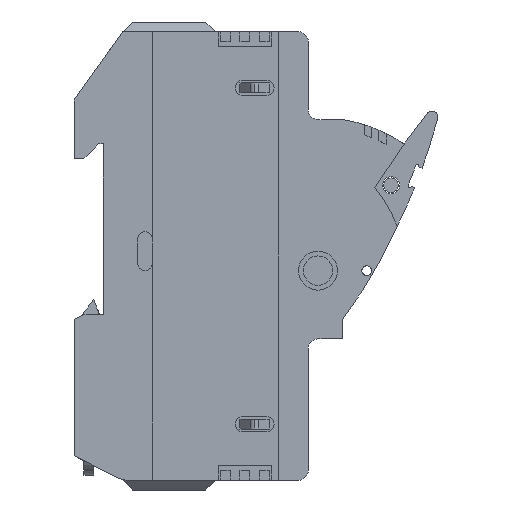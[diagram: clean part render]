
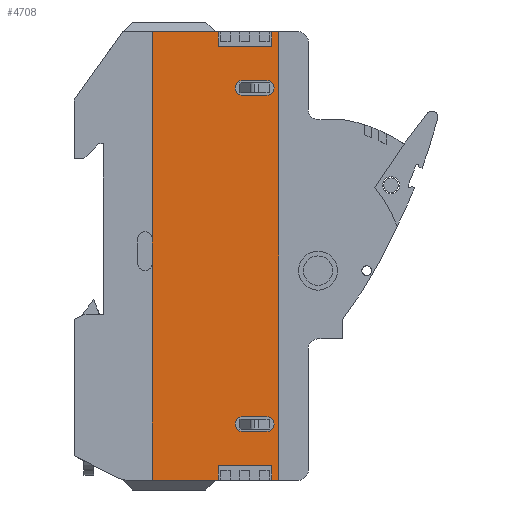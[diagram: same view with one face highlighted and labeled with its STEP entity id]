
A CAD part, left-side view. The second image highlights one B-rep face of the part: STEP entity #4708.
In plain terms, the highlighted planar face has unit normal (-1, 0, 0).
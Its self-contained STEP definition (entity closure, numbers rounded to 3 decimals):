
#674=CARTESIAN_POINT('',(0.5,39.5,2.));
#675=VERTEX_POINT('',#674);
#682=CARTESIAN_POINT('',(0.5,53.,2.));
#683=VERTEX_POINT('',#682);
#684=CARTESIAN_POINT('',(0.5,39.5,2.));
#685=DIRECTION('',(0.0,1.0,0.0));
#686=VECTOR('',#685,13.5);
#687=LINE('',#684,#686);
#688=EDGE_CURVE('',#675,#683,#687,.T.);
#754=CARTESIAN_POINT('',(0.5,27.0,2.));
#755=VERTEX_POINT('',#754);
#762=CARTESIAN_POINT('',(0.5,28.5,2.));
#763=VERTEX_POINT('',#762);
#764=CARTESIAN_POINT('',(0.5,27.0,2.));
#765=DIRECTION('',(0.0,1.0,0.0));
#766=VECTOR('',#765,1.5);
#767=LINE('',#764,#766);
#768=EDGE_CURVE('',#755,#763,#767,.T.);
#809=CARTESIAN_POINT('',(0.5,39.5,5.));
#810=VERTEX_POINT('',#809);
#817=CARTESIAN_POINT('',(0.5,39.5,2.));
#818=DIRECTION('',(0.0,0.0,1.0));
#819=VECTOR('',#818,3.);
#820=LINE('',#817,#819);
#821=EDGE_CURVE('',#675,#810,#820,.T.);
#3130=CARTESIAN_POINT('',(0.5,34.5,15.));
#3131=VERTEX_POINT('',#3130);
#3132=CARTESIAN_POINT('',(0.5,29.5,15.));
#3133=VERTEX_POINT('',#3132);
#3134=CARTESIAN_POINT('',(0.5,34.5,15.));
#3135=DIRECTION('',(0.0,-1.0,0.0));
#3136=VECTOR('',#3135,5.);
#3137=LINE('',#3134,#3136);
#3138=EDGE_CURVE('',#3131,#3133,#3137,.T.);
#3170=CARTESIAN_POINT('',(0.5,29.5,12.));
#3171=VERTEX_POINT('',#3170);
#3172=CARTESIAN_POINT('',(0.5,34.5,12.));
#3173=VERTEX_POINT('',#3172);
#3174=CARTESIAN_POINT('',(0.5,29.5,12.));
#3175=DIRECTION('',(0.0,1.0,0.0));
#3176=VECTOR('',#3175,5.);
#3177=LINE('',#3174,#3176);
#3178=EDGE_CURVE('',#3171,#3173,#3177,.T.);
#3219=CARTESIAN_POINT('',(0.5,29.5,13.5));
#3220=DIRECTION('',(1.0,0.0,0.0));
#3221=DIRECTION('',(0.0,0.0,1.0));
#3222=AXIS2_PLACEMENT_3D('',#3219,#3220,#3221);
#3223=CIRCLE('',#3222,1.5);
#3224=EDGE_CURVE('',#3133,#3171,#3223,.T.);
#3243=CARTESIAN_POINT('',(0.5,34.5,13.5));
#3244=DIRECTION('',(1.0,0.0,0.0));
#3245=DIRECTION('',(0.0,0.0,1.0));
#3246=AXIS2_PLACEMENT_3D('',#3243,#3244,#3245);
#3247=CIRCLE('',#3246,1.5);
#3248=EDGE_CURVE('',#3173,#3131,#3247,.T.);
#3258=CARTESIAN_POINT('',(0.5,34.5,84.));
#3259=VERTEX_POINT('',#3258);
#3260=CARTESIAN_POINT('',(0.5,29.5,84.));
#3261=VERTEX_POINT('',#3260);
#3262=CARTESIAN_POINT('',(0.5,34.5,84.));
#3263=DIRECTION('',(0.0,-1.0,0.0));
#3264=VECTOR('',#3263,5.);
#3265=LINE('',#3262,#3264);
#3266=EDGE_CURVE('',#3259,#3261,#3265,.T.);
#3298=CARTESIAN_POINT('',(0.5,29.5,81.));
#3299=VERTEX_POINT('',#3298);
#3300=CARTESIAN_POINT('',(0.5,34.5,81.));
#3301=VERTEX_POINT('',#3300);
#3302=CARTESIAN_POINT('',(0.5,29.5,81.));
#3303=DIRECTION('',(0.0,1.0,0.0));
#3304=VECTOR('',#3303,5.);
#3305=LINE('',#3302,#3304);
#3306=EDGE_CURVE('',#3299,#3301,#3305,.T.);
#3347=CARTESIAN_POINT('',(0.5,34.5,82.5));
#3348=DIRECTION('',(1.0,0.0,0.0));
#3349=DIRECTION('',(0.0,0.0,1.0));
#3350=AXIS2_PLACEMENT_3D('',#3347,#3348,#3349);
#3351=CIRCLE('',#3350,1.5);
#3352=EDGE_CURVE('',#3301,#3259,#3351,.T.);
#3371=CARTESIAN_POINT('',(0.5,29.5,82.5));
#3372=DIRECTION('',(1.0,0.0,0.0));
#3373=DIRECTION('',(0.0,0.0,1.0));
#3374=AXIS2_PLACEMENT_3D('',#3371,#3372,#3373);
#3375=CIRCLE('',#3374,1.5);
#3376=EDGE_CURVE('',#3261,#3299,#3375,.T.);
#3386=CARTESIAN_POINT('',(0.5,53.,46.5));
#3387=VERTEX_POINT('',#3386);
#3388=CARTESIAN_POINT('',(0.5,53.,51.5));
#3389=VERTEX_POINT('',#3388);
#3390=CARTESIAN_POINT('',(0.5,53.,46.5));
#3391=DIRECTION('',(0.0,0.0,1.0));
#3392=VECTOR('',#3391,5.0);
#3393=LINE('',#3390,#3392);
#3394=EDGE_CURVE('',#3387,#3389,#3393,.T.);
#3550=CARTESIAN_POINT('',(0.5,53.,2.));
#3551=DIRECTION('',(0.0,0.0,1.0));
#3552=VECTOR('',#3551,44.5);
#3553=LINE('',#3550,#3552);
#3554=EDGE_CURVE('',#683,#3387,#3553,.T.);
#4500=CARTESIAN_POINT('',(0.5,39.5,91.0));
#4501=VERTEX_POINT('',#4500);
#4502=CARTESIAN_POINT('',(0.5,39.5,94.0));
#4503=VERTEX_POINT('',#4502);
#4504=CARTESIAN_POINT('',(0.5,39.5,91.0));
#4505=DIRECTION('',(0.0,0.0,1.0));
#4506=VECTOR('',#4505,3.);
#4507=LINE('',#4504,#4506);
#4508=EDGE_CURVE('',#4501,#4503,#4507,.T.);
#4531=CARTESIAN_POINT('',(0.5,28.5,91.0));
#4532=VERTEX_POINT('',#4531);
#4533=CARTESIAN_POINT('',(0.5,28.5,91.0));
#4534=DIRECTION('',(0.0,1.0,0.0));
#4535=VECTOR('',#4534,11.0);
#4536=LINE('',#4533,#4535);
#4537=EDGE_CURVE('',#4532,#4501,#4536,.T.);
#4555=CARTESIAN_POINT('',(0.5,28.5,94.0));
#4556=VERTEX_POINT('',#4555);
#4557=CARTESIAN_POINT('',(0.5,28.5,94.0));
#4558=DIRECTION('',(0.0,0.0,-1.0));
#4559=VECTOR('',#4558,3.0);
#4560=LINE('',#4557,#4559);
#4561=EDGE_CURVE('',#4556,#4532,#4560,.T.);
#4579=CARTESIAN_POINT('',(0.5,28.5,5.));
#4580=VERTEX_POINT('',#4579);
#4581=CARTESIAN_POINT('',(0.5,39.5,5.));
#4582=DIRECTION('',(0.0,-1.0,0.0));
#4583=VECTOR('',#4582,11.);
#4584=LINE('',#4581,#4583);
#4585=EDGE_CURVE('',#810,#4580,#4584,.T.);
#4610=CARTESIAN_POINT('',(0.5,28.5,5.));
#4611=DIRECTION('',(0.0,0.0,-1.0));
#4612=VECTOR('',#4611,3.);
#4613=LINE('',#4610,#4612);
#4614=EDGE_CURVE('',#4580,#763,#4613,.T.);
#4651=CARTESIAN_POINT('',(0.5,40.,48.0));
#4652=DIRECTION('',(1.0,0.0,0.0));
#4653=DIRECTION('',(0.0,0.0,-1.0));
#4654=AXIS2_PLACEMENT_3D('',#4651,#4652,#4653);
#4655=PLANE('',#4654);
#4656=ORIENTED_EDGE('',*,*,#4561,.T.);
#4657=ORIENTED_EDGE('',*,*,#4537,.T.);
#4658=ORIENTED_EDGE('',*,*,#4508,.T.);
#4659=CARTESIAN_POINT('',(0.5,53.,94.0));
#4660=VERTEX_POINT('',#4659);
#4661=CARTESIAN_POINT('',(0.5,53.,94.0));
#4662=DIRECTION('',(0.0,-1.0,0.0));
#4663=VECTOR('',#4662,13.5);
#4664=LINE('',#4661,#4663);
#4665=EDGE_CURVE('',#4660,#4503,#4664,.T.);
#4666=ORIENTED_EDGE('',*,*,#4665,.F.);
#4667=CARTESIAN_POINT('',(0.5,53.,51.5));
#4668=DIRECTION('',(0.0,0.0,1.0));
#4669=VECTOR('',#4668,42.5);
#4670=LINE('',#4667,#4669);
#4671=EDGE_CURVE('',#3389,#4660,#4670,.T.);
#4672=ORIENTED_EDGE('',*,*,#4671,.F.);
#4673=ORIENTED_EDGE('',*,*,#3394,.F.);
#4674=ORIENTED_EDGE('',*,*,#3554,.F.);
#4675=ORIENTED_EDGE('',*,*,#688,.F.);
#4676=ORIENTED_EDGE('',*,*,#821,.T.);
#4677=ORIENTED_EDGE('',*,*,#4585,.T.);
#4678=ORIENTED_EDGE('',*,*,#4614,.T.);
#4679=ORIENTED_EDGE('',*,*,#768,.F.);
#4680=CARTESIAN_POINT('',(0.5,27.0,94.0));
#4681=VERTEX_POINT('',#4680);
#4682=CARTESIAN_POINT('',(0.5,27.0,94.0));
#4683=DIRECTION('',(0.0,0.0,-1.0));
#4684=VECTOR('',#4683,92.0);
#4685=LINE('',#4682,#4684);
#4686=EDGE_CURVE('',#4681,#755,#4685,.T.);
#4687=ORIENTED_EDGE('',*,*,#4686,.F.);
#4688=CARTESIAN_POINT('',(0.5,28.5,94.0));
#4689=DIRECTION('',(0.0,-1.0,0.0));
#4690=VECTOR('',#4689,1.5);
#4691=LINE('',#4688,#4690);
#4692=EDGE_CURVE('',#4556,#4681,#4691,.T.);
#4693=ORIENTED_EDGE('',*,*,#4692,.F.);
#4694=EDGE_LOOP('',(#4656,#4657,#4658,#4666,#4672,#4673,#4674,#4675,#4676,#4677,#4678,#4679,#4687,#4693));
#4695=FACE_OUTER_BOUND('',#4694,.T.);
#4696=ORIENTED_EDGE('',*,*,#3178,.T.);
#4697=ORIENTED_EDGE('',*,*,#3248,.T.);
#4698=ORIENTED_EDGE('',*,*,#3138,.T.);
#4699=ORIENTED_EDGE('',*,*,#3224,.T.);
#4700=EDGE_LOOP('',(#4696,#4697,#4698,#4699));
#4701=FACE_BOUND('',#4700,.T.);
#4702=ORIENTED_EDGE('',*,*,#3306,.T.);
#4703=ORIENTED_EDGE('',*,*,#3352,.T.);
#4704=ORIENTED_EDGE('',*,*,#3266,.T.);
#4705=ORIENTED_EDGE('',*,*,#3376,.T.);
#4706=EDGE_LOOP('',(#4702,#4703,#4704,#4705));
#4707=FACE_BOUND('',#4706,.T.);
#4708=ADVANCED_FACE('',(#4695,#4701,#4707),#4655,.F.);
